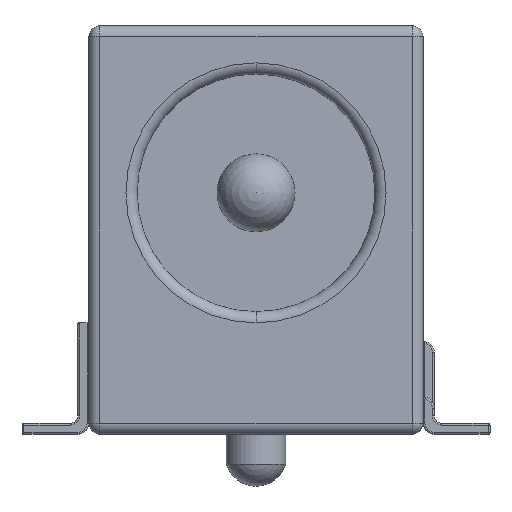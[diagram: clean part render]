
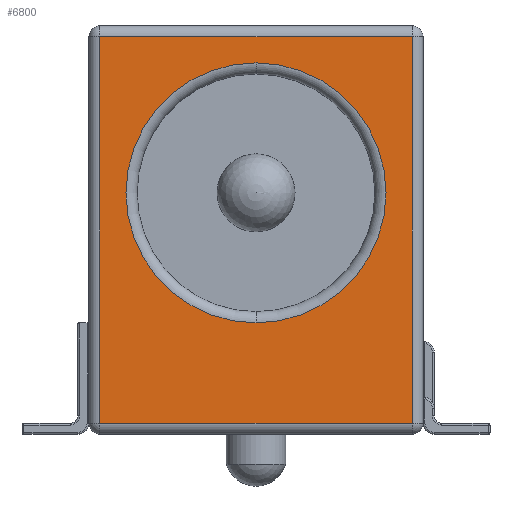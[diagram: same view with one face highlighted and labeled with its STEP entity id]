
A CAD part, left-side view. The second image highlights one B-rep face of the part: STEP entity #6800.
In plain terms, the highlighted planar face has unit normal (-1, 0, 0).
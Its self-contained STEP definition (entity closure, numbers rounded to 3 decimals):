
#4149=VERTEX_POINT('',#4150);
#4150=CARTESIAN_POINT('',(-8.05,0.,2.9));
#4157=EDGE_CURVE('',#4149,#4158,#4160,.F.);
#4158=VERTEX_POINT('',#4159);
#4159=CARTESIAN_POINT('',(-8.05,0.,9.9));
#4160=CIRCLE('',#4161,3.5);
#4161=AXIS2_PLACEMENT_3D('',#4162,#4163,#4164);
#4162=CARTESIAN_POINT('',(-8.05,0.,6.4));
#4163=DIRECTION('',(1.0,0.,0.0));
#4164=DIRECTION('',(0.0,0.0,1.0));
#6800=ADVANCED_FACE('',(#6801,#6811),#6845,.F.);
#6801=FACE_BOUND('',#6802,.T.);
#6802=EDGE_LOOP('',(#6803,#6804));
#6803=ORIENTED_EDGE('',*,*,#4157,.F.);
#6804=ORIENTED_EDGE('',*,*,#6805,.T.);
#6805=EDGE_CURVE('',#4149,#4158,#6806,.T.);
#6806=CIRCLE('',#6807,3.5);
#6807=AXIS2_PLACEMENT_3D('',#6808,#6809,#6810);
#6808=CARTESIAN_POINT('',(-8.05,0.,6.4));
#6809=DIRECTION('',(1.0,0.,0.0));
#6810=DIRECTION('',(0.0,0.0,1.0));
#6811=FACE_BOUND('',#6812,.T.);
#6812=EDGE_LOOP('',(#6813,#6823,#6831,#6839));
#6813=ORIENTED_EDGE('',*,*,#6814,.T.);
#6814=EDGE_CURVE('',#6815,#6817,#6819,.T.);
#6815=VERTEX_POINT('',#6816);
#6816=CARTESIAN_POINT('',(-8.05,-4.2,10.6));
#6817=VERTEX_POINT('',#6818);
#6818=CARTESIAN_POINT('',(-8.05,4.2,10.6));
#6819=LINE('',#6820,#6821);
#6820=CARTESIAN_POINT('',(-8.05,4.5,10.6));
#6821=VECTOR('',#6822,1.0);
#6822=DIRECTION('',(0.,1.0,0.0));
#6823=ORIENTED_EDGE('',*,*,#6824,.T.);
#6824=EDGE_CURVE('',#6817,#6825,#6827,.T.);
#6825=VERTEX_POINT('',#6826);
#6826=CARTESIAN_POINT('',(-8.05,4.2,0.2));
#6827=LINE('',#6828,#6829);
#6828=CARTESIAN_POINT('',(-8.05,4.2,10.9));
#6829=VECTOR('',#6830,1.0);
#6830=DIRECTION('',(0.0,0.0,-1.0));
#6831=ORIENTED_EDGE('',*,*,#6832,.T.);
#6832=EDGE_CURVE('',#6825,#6833,#6835,.T.);
#6833=VERTEX_POINT('',#6834);
#6834=CARTESIAN_POINT('',(-8.05,-4.2,0.2));
#6835=LINE('',#6836,#6837);
#6836=CARTESIAN_POINT('',(-8.05,4.5,0.2));
#6837=VECTOR('',#6838,1.0);
#6838=DIRECTION('',(0.,-1.0,0.0));
#6839=ORIENTED_EDGE('',*,*,#6840,.T.);
#6840=EDGE_CURVE('',#6833,#6815,#6841,.T.);
#6841=LINE('',#6842,#6843);
#6842=CARTESIAN_POINT('',(-8.05,-4.2,10.9));
#6843=VECTOR('',#6844,1.0);
#6844=DIRECTION('',(0.0,0.0,1.0));
#6845=PLANE('',#6846);
#6846=AXIS2_PLACEMENT_3D('',#6847,#6848,#6849);
#6847=CARTESIAN_POINT('',(-8.05,4.5,10.9));
#6848=DIRECTION('',(1.0,0.,0.0));
#6849=DIRECTION('',(0.0,0.0,1.0));
